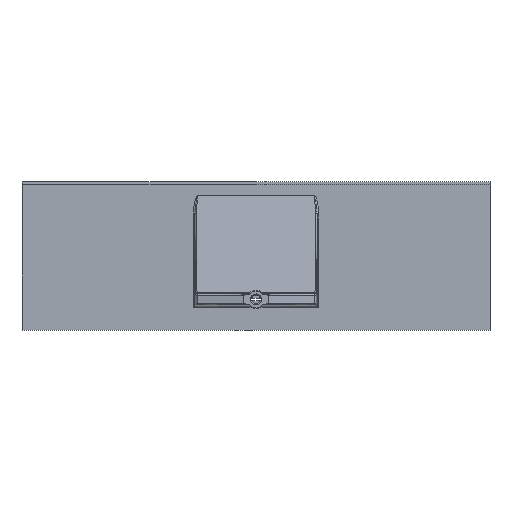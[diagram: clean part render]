
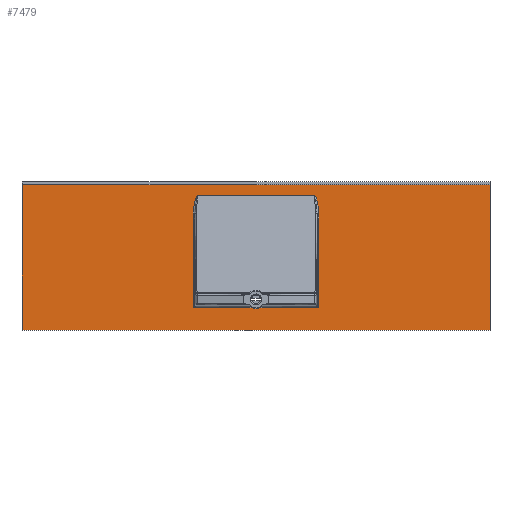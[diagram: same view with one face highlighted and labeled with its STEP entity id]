
A CAD part, front view. The second image highlights one B-rep face of the part: STEP entity #7479.
In plain terms, the highlighted planar face has unit normal (0, -1, 0).
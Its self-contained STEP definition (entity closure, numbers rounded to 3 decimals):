
#6 = VERTEX_POINT ( 'NONE', #4926 ) ;
#115 = CARTESIAN_POINT ( 'NONE',  ( 268.979, -12., 188.564 ) ) ;
#146 = CARTESIAN_POINT ( 'NONE',  ( -268.979, -12., -248.979 ) ) ;
#217 = CARTESIAN_POINT ( 'NONE',  ( 268.979, -12., 125.483 ) ) ;
#394 = LINE ( 'NONE', #6276, #2372 ) ;
#486 = ORIENTED_EDGE ( 'NONE', *, *, #7298, .T. ) ;
#712 = EDGE_CURVE ( 'NONE', #1959, #858, #2360, .T. ) ;
#776 = CARTESIAN_POINT ( 'NONE',  ( -1000., -12., 0. ) ) ;
#858 = VERTEX_POINT ( 'NONE', #217 ) ;
#862 = CARTESIAN_POINT ( 'NONE',  ( 0., -12., -345. ) ) ;
#878 = CARTESIAN_POINT ( 'NONE',  ( 0., -12., 278. ) ) ;
#1149 = VERTEX_POINT ( 'NONE', #1940 ) ;
#1369 = ORIENTED_EDGE ( 'NONE', *, *, #3193, .T. ) ;
#1403 = VERTEX_POINT ( 'NONE', #5092 ) ;
#1422 = DIRECTION ( 'NONE',  ( 0., 0., 1. ) ) ;
#1434 = CARTESIAN_POINT ( 'NONE',  ( -268.979, -12., 125.483 ) ) ;
#1493 = ORIENTED_EDGE ( 'NONE', *, *, #4810, .T. ) ;
#1612 = EDGE_CURVE ( 'NONE', #858, #6528, #2911, .T. ) ;
#1750 = EDGE_CURVE ( 'NONE', #3712, #2775, #4932, .T. ) ;
#1793 = VERTEX_POINT ( 'NONE', #7316 ) ;
#1931 = LINE ( 'NONE', #6102, #6403 ) ;
#1940 = CARTESIAN_POINT ( 'NONE',  ( -268.979, -12., 125.483 ) ) ;
#1959 = VERTEX_POINT ( 'NONE', #4108 ) ;
#2000 = PLANE ( 'NONE',  #6372 ) ;
#2036 = VERTEX_POINT ( 'NONE', #7159 ) ;
#2053 = CARTESIAN_POINT ( 'NONE',  ( -247.128, -12., 232.069 ) ) ;
#2120 = CARTESIAN_POINT ( 'NONE',  ( 268.979, -12., 125.483 ) ) ;
#2360 =( BOUNDED_CURVE ( )  B_SPLINE_CURVE ( 3, ( #4464, #7511, #115, #2120 ),
 .UNSPECIFIED., .F., .F. ) 
 B_SPLINE_CURVE_WITH_KNOTS ( ( 4, 4 ),
 ( 3.139, 4.659 ),
 .UNSPECIFIED. ) 
 CURVE ( )  GEOMETRIC_REPRESENTATION_ITEM ( )  RATIONAL_B_SPLINE_CURVE ( ( 1., 0.817, 0.817, 1. ) ) 
 REPRESENTATION_ITEM ( '' )  );
#2372 = VECTOR ( 'NONE', #3463, 1000. ) ;
#2393 = VECTOR ( 'NONE', #6028, 1000. ) ;
#2454 = ORIENTED_EDGE ( 'NONE', *, *, #6530, .T. ) ;
#2473 = EDGE_CURVE ( 'NONE', #2775, #1403, #4448, .T. ) ;
#2506 = CARTESIAN_POINT ( 'NONE',  ( 1000., -12., 278. ) ) ;
#2583 = DIRECTION ( 'NONE',  ( -1., 0., 0. ) ) ;
#2629 = DIRECTION ( 'NONE',  ( 1., 0., 0. ) ) ;
#2652 = VECTOR ( 'NONE', #5641, 1000. ) ;
#2681 = VERTEX_POINT ( 'NONE', #146 ) ;
#2699 = EDGE_CURVE ( 'NONE', #1403, #2036, #5525, .T. ) ;
#2748 = AXIS2_PLACEMENT_3D ( 'NONE', #4424, #3064, #4275 ) ;
#2775 = VERTEX_POINT ( 'NONE', #5016 ) ;
#2911 = LINE ( 'NONE', #3024, #5761 ) ;
#3024 = CARTESIAN_POINT ( 'NONE',  ( 268.979, -12., 0. ) ) ;
#3064 = DIRECTION ( 'NONE',  ( 0., 1., 0. ) ) ;
#3153 = VECTOR ( 'NONE', #2629, 1000. ) ;
#3193 = EDGE_CURVE ( 'NONE', #6, #2681, #1931, .T. ) ;
#3333 = EDGE_CURVE ( 'NONE', #2036, #3712, #4542, .T. ) ;
#3463 = DIRECTION ( 'NONE',  ( 1., 0., 0. ) ) ;
#3580 = EDGE_CURVE ( 'NONE', #2681, #1149, #5433, .T. ) ;
#3591 = EDGE_LOOP ( 'NONE', ( #4013, #486, #1369, #7562, #1493, #2454, #6952, #4290 ) ) ;
#3615 = ORIENTED_EDGE ( 'NONE', *, *, #3333, .F. ) ;
#3649 = CARTESIAN_POINT ( 'NONE',  ( 1000., -12., 0. ) ) ;
#3712 = VERTEX_POINT ( 'NONE', #2506 ) ;
#3865 = DIRECTION ( 'NONE',  ( -1., 0., 0. ) ) ;
#3905 =( BOUNDED_CURVE ( )  B_SPLINE_CURVE ( 3, ( #1434, #5091, #7474, #2053 ),
 .UNSPECIFIED., .F., .T. ) 
 B_SPLINE_CURVE_WITH_KNOTS ( ( 4, 4 ),
 ( 1.624, 3.144 ),
 .UNSPECIFIED. ) 
 CURVE ( )  GEOMETRIC_REPRESENTATION_ITEM ( )  RATIONAL_B_SPLINE_CURVE ( ( 1., 0.817, 0.817, 1. ) ) 
 REPRESENTATION_ITEM ( '' )  );
#4013 = ORIENTED_EDGE ( 'NONE', *, *, #4517, .T. ) ;
#4108 = CARTESIAN_POINT ( 'NONE',  ( 247.128, -12., 232.069 ) ) ;
#4192 = DIRECTION ( 'NONE',  ( 0., 0., 1. ) ) ;
#4275 = DIRECTION ( 'NONE',  ( 0., 0., 1. ) ) ;
#4290 = ORIENTED_EDGE ( 'NONE', *, *, #1612, .T. ) ;
#4318 = LINE ( 'NONE', #5446, #5728 ) ;
#4381 = CARTESIAN_POINT ( 'NONE',  ( 0., -12., 0. ) ) ;
#4397 = VECTOR ( 'NONE', #3865, 1000. ) ;
#4404 = VECTOR ( 'NONE', #4192, 1000. ) ;
#4424 = CARTESIAN_POINT ( 'NONE',  ( 0., -12., -212.782 ) ) ;
#4448 = LINE ( 'NONE', #862, #4397 ) ;
#4464 = CARTESIAN_POINT ( 'NONE',  ( 247.128, -12., 232.069 ) ) ;
#4517 = EDGE_CURVE ( 'NONE', #6528, #1793, #4318, .T. ) ;
#4542 = LINE ( 'NONE', #878, #3153 ) ;
#4663 = DIRECTION ( 'NONE',  ( 0., 0., -1. ) ) ;
#4810 = EDGE_CURVE ( 'NONE', #1149, #6395, #3905, .T. ) ;
#4889 = CARTESIAN_POINT ( 'NONE',  ( -247.128, -12., 232.069 ) ) ;
#4926 = CARTESIAN_POINT ( 'NONE',  ( -17.022, -12., -248.979 ) ) ;
#4932 = LINE ( 'NONE', #3649, #2393 ) ;
#4964 = FACE_BOUND ( 'NONE', #3591, .T. ) ;
#5016 = CARTESIAN_POINT ( 'NONE',  ( 1000., -12., -345. ) ) ;
#5091 = CARTESIAN_POINT ( 'NONE',  ( -268.979, -12., 188.564 ) ) ;
#5092 = CARTESIAN_POINT ( 'NONE',  ( -1000., -12., -345. ) ) ;
#5433 = LINE ( 'NONE', #5982, #4404 ) ;
#5446 = CARTESIAN_POINT ( 'NONE',  ( 0., -12., -248.979 ) ) ;
#5525 = LINE ( 'NONE', #776, #2652 ) ;
#5611 = ORIENTED_EDGE ( 'NONE', *, *, #1750, .F. ) ;
#5641 = DIRECTION ( 'NONE',  ( 0., 0., 1. ) ) ;
#5728 = VECTOR ( 'NONE', #6546, 1000. ) ;
#5761 = VECTOR ( 'NONE', #4663, 1000. ) ;
#5982 = CARTESIAN_POINT ( 'NONE',  ( -268.979, -12., 0. ) ) ;
#6028 = DIRECTION ( 'NONE',  ( 0., 0., -1. ) ) ;
#6102 = CARTESIAN_POINT ( 'NONE',  ( 0., -12., -248.979 ) ) ;
#6119 = CIRCLE ( 'NONE', #2748, 40. ) ;
#6226 = ORIENTED_EDGE ( 'NONE', *, *, #2473, .F. ) ;
#6276 = CARTESIAN_POINT ( 'NONE',  ( 0., -12., 232.069 ) ) ;
#6372 = AXIS2_PLACEMENT_3D ( 'NONE', #4381, #6765, #1422 ) ;
#6395 = VERTEX_POINT ( 'NONE', #4889 ) ;
#6403 = VECTOR ( 'NONE', #2583, 1000. ) ;
#6528 = VERTEX_POINT ( 'NONE', #7529 ) ;
#6530 = EDGE_CURVE ( 'NONE', #6395, #1959, #394, .T. ) ;
#6546 = DIRECTION ( 'NONE',  ( -1., 0., 0. ) ) ;
#6758 = ORIENTED_EDGE ( 'NONE', *, *, #2699, .F. ) ;
#6765 = DIRECTION ( 'NONE',  ( 0., 1., 0. ) ) ;
#6952 = ORIENTED_EDGE ( 'NONE', *, *, #712, .T. ) ;
#7159 = CARTESIAN_POINT ( 'NONE',  ( -1000., -12., 278. ) ) ;
#7298 = EDGE_CURVE ( 'NONE', #1793, #6, #6119, .T. ) ;
#7316 = CARTESIAN_POINT ( 'NONE',  ( 17.022, -12., -248.979 ) ) ;
#7348 = FACE_OUTER_BOUND ( 'NONE', #7409, .T. ) ;
#7409 = EDGE_LOOP ( 'NONE', ( #3615, #6758, #6226, #5611 ) ) ;
#7474 = CARTESIAN_POINT ( 'NONE',  ( -260.06, -12., 232.069 ) ) ;
#7479 = ADVANCED_FACE ( 'NONE', ( #4964, #7348 ), #2000, .F. ) ;
#7511 = CARTESIAN_POINT ( 'NONE',  ( 260.06, -12., 232.069 ) ) ;
#7529 = CARTESIAN_POINT ( 'NONE',  ( 268.979, -12., -248.979 ) ) ;
#7562 = ORIENTED_EDGE ( 'NONE', *, *, #3580, .T. ) ;
